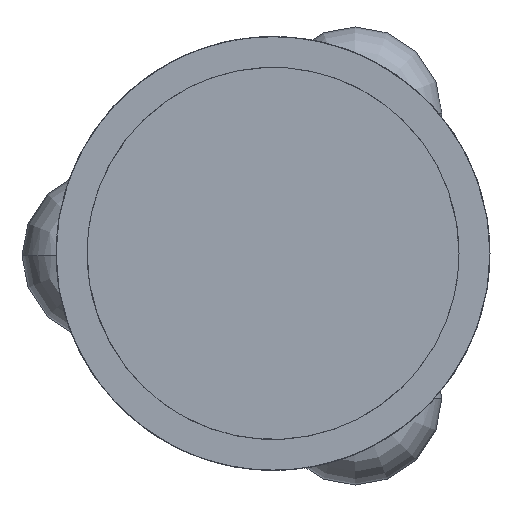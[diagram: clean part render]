
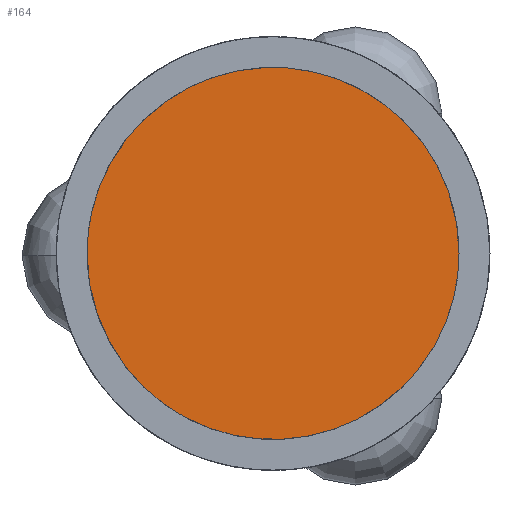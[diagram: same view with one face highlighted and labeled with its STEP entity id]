
A CAD part, top view. The second image highlights one B-rep face of the part: STEP entity #164.
In plain terms, the highlighted planar face has unit normal (0, 0, 1).
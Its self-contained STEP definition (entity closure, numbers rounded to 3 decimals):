
#164=ADVANCED_FACE('',(#265),#1269,.T.);
#265=FACE_OUTER_BOUND('',#366,.T.);
#366=EDGE_LOOP('',(#701,#702));
#701=ORIENTED_EDGE('',*,*,#887,.T.);
#702=ORIENTED_EDGE('',*,*,#890,.T.);
#887=EDGE_CURVE('',#1179,#1180,#1004,.T.);
#890=EDGE_CURVE('',#1180,#1179,#1006,.T.);
#1004=(
BOUNDED_CURVE()
B_SPLINE_CURVE(2,(#3659,#3660,#3661,#3662,#3663),.UNSPECIFIED.,.F.,.F.)
B_SPLINE_CURVE_WITH_KNOTS((3,2,3),(0.,5.,10.),.UNSPECIFIED.)
CURVE()
GEOMETRIC_REPRESENTATION_ITEM()
RATIONAL_B_SPLINE_CURVE((1.,0.707,1.,0.707,1.))
REPRESENTATION_ITEM('')
);
#1006=(
BOUNDED_CURVE()
B_SPLINE_CURVE(2,(#3671,#3672,#3673,#3674,#3675),.UNSPECIFIED.,.F.,.F.)
B_SPLINE_CURVE_WITH_KNOTS((3,2,3),(10.,15.,20.),.UNSPECIFIED.)
CURVE()
GEOMETRIC_REPRESENTATION_ITEM()
RATIONAL_B_SPLINE_CURVE((1.,0.707,1.,0.707,1.))
REPRESENTATION_ITEM('')
);
#1179=VERTEX_POINT('',#3650);
#1180=VERTEX_POINT('',#3651);
#1269=PLANE('',#1420);
#1420=AXIS2_PLACEMENT_3D('',#3645,#1489,$);
#1489=DIRECTION('',(0.,0.,1.));
#3645=CARTESIAN_POINT('',(-180.012,-180.012,9849.897));
#3650=CARTESIAN_POINT('',(-150.,0.,9849.897));
#3651=CARTESIAN_POINT('',(150.,0.,9849.897));
#3659=CARTESIAN_POINT('',(-150.,0.,9849.897));
#3660=CARTESIAN_POINT('',(-150.,-150.,9849.897));
#3661=CARTESIAN_POINT('',(0.,-150.,9849.897));
#3662=CARTESIAN_POINT('',(150.,-150.,9849.897));
#3663=CARTESIAN_POINT('',(150.,0.,9849.897));
#3671=CARTESIAN_POINT('',(150.,0.,9849.897));
#3672=CARTESIAN_POINT('',(150.,150.,9849.897));
#3673=CARTESIAN_POINT('',(0.,150.,9849.897));
#3674=CARTESIAN_POINT('',(-150.,150.,9849.897));
#3675=CARTESIAN_POINT('',(-150.,0.,9849.897));
